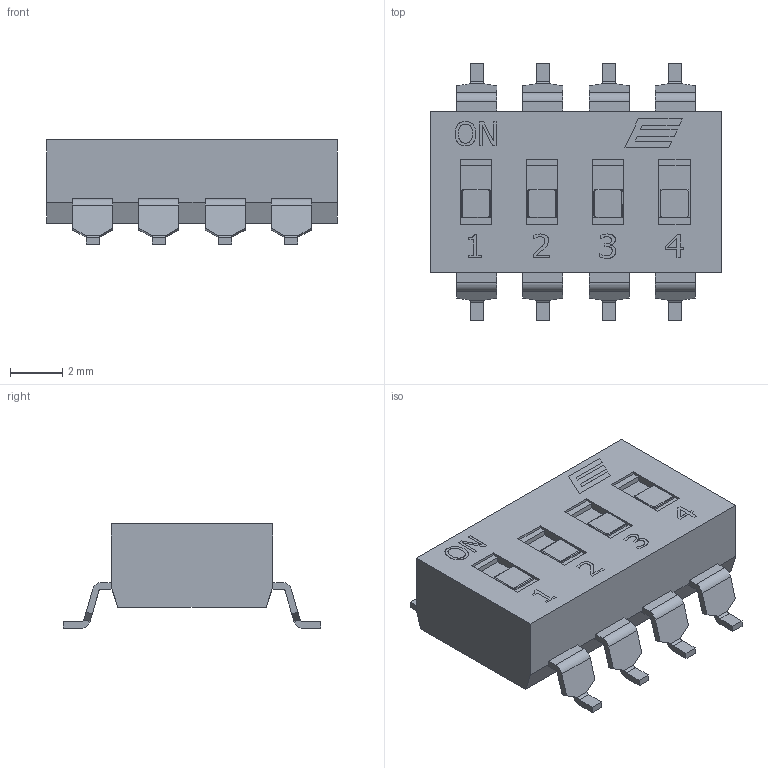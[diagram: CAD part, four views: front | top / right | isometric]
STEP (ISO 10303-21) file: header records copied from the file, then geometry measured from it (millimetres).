
FILE_DESCRIPTION(/* description */ (''),/* implementation_level */ '2;1');
FILE_NAME(/* name */ 'KAG04TGGx.stp',/* time_stamp */ '2024-04-29T16:48:46-05:00',/* author */ ('mwilliams'),/* organization */ (''),/* preprocessor_version */ 'ST-DEVELOPER v18.1',/* originating_system */ 'Autodesk Inventor 2022',/* authorisation */ '');
FILE_SCHEMA (('AUTOMOTIVE_DESIGN { 1 0 10303 214 3 1 1 }'));
Length unit declared in the file: inch
Products named in the file (1): 100125151_Simplify_1
Bounding box: 11.16 x 9.9 x 4 mm (x, y, z)
Volume: 224 mm3; surface area: 318.8 mm2
Topology: 1 solids, 1 shells, 366 faces, 981 edges, 630 vertices
Faces by surface type: plane 241, cylinder 64, bspline 45, torus 16
Entity records: 11688 total; most frequent: CARTESIAN_POINT 2705, ORIENTED_EDGE 1962, DIRECTION 1679, EDGE_CURVE 981, LINE 747, VECTOR 747, VERTEX_POINT 630, AXIS2_PLACEMENT_3D 466
